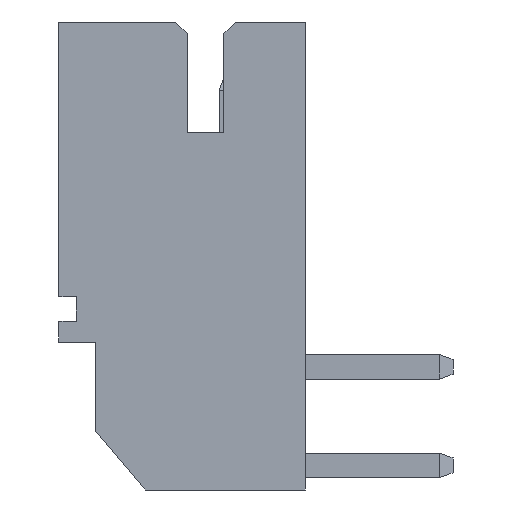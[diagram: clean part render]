
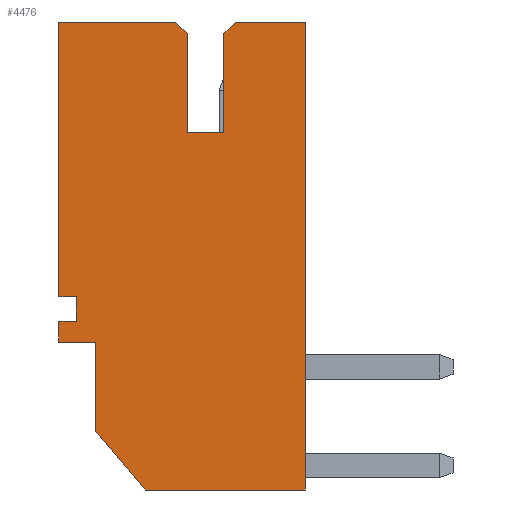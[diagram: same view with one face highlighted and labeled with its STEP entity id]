
A CAD part, left-side view. The second image highlights one B-rep face of the part: STEP entity #4476.
In plain terms, the highlighted face is planar.
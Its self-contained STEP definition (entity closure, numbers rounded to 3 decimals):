
#119 = ORIENTED_EDGE ( 'NONE', *, *, #3424, .F. ) ;
#149 = ORIENTED_EDGE ( 'NONE', *, *, #473, .F. ) ;
#157 = EDGE_CURVE ( 'NONE', #4497, #4694, #3966, .T. ) ;
#165 = VECTOR ( 'NONE', #2994, 1000. ) ;
#226 = CARTESIAN_POINT ( 'NONE',  ( 4.95, -3., 0.75 ) ) ;
#248 = LINE ( 'NONE', #2194, #4396 ) ;
#351 = VECTOR ( 'NONE', #593, 1000. ) ;
#358 = VERTEX_POINT ( 'NONE', #1103 ) ;
#361 = LINE ( 'NONE', #4137, #165 ) ;
#367 = ORIENTED_EDGE ( 'NONE', *, *, #1545, .T. ) ;
#411 = CARTESIAN_POINT ( 'NONE',  ( 4.95, 6.5, 2.5 ) ) ;
#433 = LINE ( 'NONE', #4697, #3827 ) ;
#447 = EDGE_CURVE ( 'NONE', #4497, #3148, #4170, .T. ) ;
#473 = EDGE_CURVE ( 'NONE', #2529, #1499, #4962, .T. ) ;
#484 = DIRECTION ( 'NONE',  ( -1., 0., 0. ) ) ;
#489 = ORIENTED_EDGE ( 'NONE', *, *, #157, .F. ) ;
#577 = VECTOR ( 'NONE', #4653, 1000. ) ;
#593 = DIRECTION ( 'NONE',  ( 0., -1., 0. ) ) ;
#614 = DIRECTION ( 'NONE',  ( 0., 0., 1. ) ) ;
#669 = EDGE_CURVE ( 'NONE', #1118, #358, #2875, .T. ) ;
#672 = ORIENTED_EDGE ( 'NONE', *, *, #801, .F. ) ;
#743 = CARTESIAN_POINT ( 'NONE',  ( 4.95, 4.25, -0.85 ) ) ;
#748 = EDGE_CURVE ( 'NONE', #1118, #3555, #2086, .T. ) ;
#770 = DIRECTION ( 'NONE',  ( 0., 1., 0. ) ) ;
#786 = CARTESIAN_POINT ( 'NONE',  ( 4.95, 0., 2.5 ) ) ;
#801 = EDGE_CURVE ( 'NONE', #1164, #2529, #361, .T. ) ;
#822 = ORIENTED_EDGE ( 'NONE', *, *, #1251, .T. ) ;
#884 = LINE ( 'NONE', #4356, #3674 ) ;
#904 = CARTESIAN_POINT ( 'NONE',  ( 4.95, 4.25, -0.85 ) ) ;
#906 = DIRECTION ( 'NONE',  ( 0., -1., 0. ) ) ;
#926 = DIRECTION ( 'NONE',  ( 0., 0., -1. ) ) ;
#928 = CARTESIAN_POINT ( 'NONE',  ( 4.95, -1.808, 1.75 ) ) ;
#997 = VECTOR ( 'NONE', #926, 1000. ) ;
#1003 = LINE ( 'NONE', #1112, #4074 ) ;
#1010 = ORIENTED_EDGE ( 'NONE', *, *, #3215, .T. ) ;
#1066 = EDGE_LOOP ( 'NONE', ( #1963, #4365, #119, #489, #3478, #4745, #1010, #367, #822, #149, #672, #1798, #3675, #2862, #2097, #4004, #3006 ) ) ;
#1103 = CARTESIAN_POINT ( 'NONE',  ( 4.95, 6.5, 0.125 ) ) ;
#1112 = CARTESIAN_POINT ( 'NONE',  ( 4.95, 6.275, -0.85 ) ) ;
#1115 = EDGE_CURVE ( 'NONE', #358, #3093, #4822, .T. ) ;
#1118 = VERTEX_POINT ( 'NONE', #4768 ) ;
#1162 = VECTOR ( 'NONE', #4436, 1000. ) ;
#1164 = VERTEX_POINT ( 'NONE', #2325 ) ;
#1168 = CARTESIAN_POINT ( 'NONE',  ( 4.95, 0.425, 2.5 ) ) ;
#1251 = EDGE_CURVE ( 'NONE', #2381, #1499, #2231, .T. ) ;
#1419 = VECTOR ( 'NONE', #770, 1000. ) ;
#1427 = CARTESIAN_POINT ( 'NONE',  ( 4.95, 6.275, -0.1 ) ) ;
#1499 = VERTEX_POINT ( 'NONE', #1774 ) ;
#1514 = CARTESIAN_POINT ( 'NONE',  ( 4.95, 6.5, -2.5 ) ) ;
#1545 = EDGE_CURVE ( 'NONE', #3378, #2381, #3809, .T. ) ;
#1574 = EDGE_CURVE ( 'NONE', #3086, #2239, #2725, .T. ) ;
#1597 = DIRECTION ( 'NONE',  ( 0., 0., -1. ) ) ;
#1608 = PLANE ( 'NONE',  #2697 ) ;
#1694 = CARTESIAN_POINT ( 'NONE',  ( 4.95, 6.275, -0.85 ) ) ;
#1731 = DIRECTION ( 'NONE',  ( 0., 0., -1. ) ) ;
#1774 = CARTESIAN_POINT ( 'NONE',  ( 4.95, -3., -2.5 ) ) ;
#1798 = ORIENTED_EDGE ( 'NONE', *, *, #3391, .F. ) ;
#1861 = VECTOR ( 'NONE', #4114, 1000. ) ;
#1900 = CARTESIAN_POINT ( 'NONE',  ( 4.95, 6.5, 2.5 ) ) ;
#1963 = ORIENTED_EDGE ( 'NONE', *, *, #748, .T. ) ;
#2008 = CARTESIAN_POINT ( 'NONE',  ( 4.95, 0., 2.5 ) ) ;
#2037 = VECTOR ( 'NONE', #614, 1000. ) ;
#2042 = CARTESIAN_POINT ( 'NONE',  ( 4.95, 0.425, 2.5 ) ) ;
#2086 = LINE ( 'NONE', #2491, #351 ) ;
#2096 = VECTOR ( 'NONE', #3598, 1000. ) ;
#2097 = ORIENTED_EDGE ( 'NONE', *, *, #3351, .F. ) ;
#2119 = VERTEX_POINT ( 'NONE', #1694 ) ;
#2149 = EDGE_CURVE ( 'NONE', #3148, #3135, #4027, .T. ) ;
#2194 = CARTESIAN_POINT ( 'NONE',  ( 4.95, 0.925, 2.15 ) ) ;
#2229 = EDGE_CURVE ( 'NONE', #2239, #2119, #2814, .T. ) ;
#2231 = LINE ( 'NONE', #3779, #2679 ) ;
#2234 = CARTESIAN_POINT ( 'NONE',  ( 4.95, -1.808, 1.75 ) ) ;
#2239 = VERTEX_POINT ( 'NONE', #743 ) ;
#2262 = VECTOR ( 'NONE', #3026, 1000. ) ;
#2289 = DIRECTION ( 'NONE',  ( 0., -1., 0. ) ) ;
#2325 = CARTESIAN_POINT ( 'NONE',  ( 4.95, 6.5, -1.075 ) ) ;
#2381 = VERTEX_POINT ( 'NONE', #226 ) ;
#2491 = CARTESIAN_POINT ( 'NONE',  ( 4.95, 6.5, 2.5 ) ) ;
#2529 = VERTEX_POINT ( 'NONE', #4751 ) ;
#2546 = LINE ( 'NONE', #4777, #2037 ) ;
#2565 = EDGE_CURVE ( 'NONE', #4913, #3555, #2546, .T. ) ;
#2679 = VECTOR ( 'NONE', #1597, 1000. ) ;
#2697 = AXIS2_PLACEMENT_3D ( 'NONE', #411, #484, #4314 ) ;
#2715 = CARTESIAN_POINT ( 'NONE',  ( 4.95, 0.925, 2.5 ) ) ;
#2722 = FACE_OUTER_BOUND ( 'NONE', #1066, .T. ) ;
#2725 = LINE ( 'NONE', #3103, #577 ) ;
#2814 = LINE ( 'NONE', #904, #1419 ) ;
#2862 = ORIENTED_EDGE ( 'NONE', *, *, #1574, .F. ) ;
#2875 = LINE ( 'NONE', #4775, #3885 ) ;
#2929 = DIRECTION ( 'NONE',  ( 0., 1., 0. ) ) ;
#2994 = DIRECTION ( 'NONE',  ( 0., 0., -1. ) ) ;
#3006 = ORIENTED_EDGE ( 'NONE', *, *, #669, .F. ) ;
#3026 = DIRECTION ( 'NONE',  ( 0., -1., 0. ) ) ;
#3086 = VERTEX_POINT ( 'NONE', #3706 ) ;
#3093 = VERTEX_POINT ( 'NONE', #1427 ) ;
#3097 = CARTESIAN_POINT ( 'NONE',  ( 4.95, 0., 1.75 ) ) ;
#3103 = CARTESIAN_POINT ( 'NONE',  ( 4.95, 4.25, -0.1 ) ) ;
#3135 = VERTEX_POINT ( 'NONE', #3097 ) ;
#3148 = VERTEX_POINT ( 'NONE', #786 ) ;
#3215 = EDGE_CURVE ( 'NONE', #3135, #3378, #433, .T. ) ;
#3306 = CARTESIAN_POINT ( 'NONE',  ( 4.95, 6.5, 0.125 ) ) ;
#3327 = CARTESIAN_POINT ( 'NONE',  ( 4.95, 0.425, 2.15 ) ) ;
#3351 = EDGE_CURVE ( 'NONE', #3093, #3086, #884, .T. ) ;
#3378 = VERTEX_POINT ( 'NONE', #928 ) ;
#3391 = EDGE_CURVE ( 'NONE', #2119, #1164, #1003, .T. ) ;
#3424 = EDGE_CURVE ( 'NONE', #4694, #4913, #248, .T. ) ;
#3478 = ORIENTED_EDGE ( 'NONE', *, *, #447, .T. ) ;
#3508 = DIRECTION ( 'NONE',  ( 0., -1., 0. ) ) ;
#3555 = VERTEX_POINT ( 'NONE', #2715 ) ;
#3598 = DIRECTION ( 'NONE',  ( 0., 0., -1. ) ) ;
#3674 = VECTOR ( 'NONE', #906, 1000. ) ;
#3675 = ORIENTED_EDGE ( 'NONE', *, *, #2229, .F. ) ;
#3701 = DIRECTION ( 'NONE',  ( 0., 0.707, -0.707 ) ) ;
#3706 = CARTESIAN_POINT ( 'NONE',  ( 4.95, 4.25, -0.1 ) ) ;
#3779 = CARTESIAN_POINT ( 'NONE',  ( 4.95, -3., 0.75 ) ) ;
#3809 = LINE ( 'NONE', #2234, #1861 ) ;
#3827 = VECTOR ( 'NONE', #3508, 1000. ) ;
#3885 = VECTOR ( 'NONE', #1731, 1000. ) ;
#3943 = CARTESIAN_POINT ( 'NONE',  ( 4.95, 0.925, 2.15 ) ) ;
#3966 = LINE ( 'NONE', #2042, #2096 ) ;
#4004 = ORIENTED_EDGE ( 'NONE', *, *, #1115, .F. ) ;
#4027 = LINE ( 'NONE', #2008, #997 ) ;
#4074 = VECTOR ( 'NONE', #3701, 1000. ) ;
#4114 = DIRECTION ( 'NONE',  ( 0., -0.766, -0.643 ) ) ;
#4137 = CARTESIAN_POINT ( 'NONE',  ( 4.95, 6.5, 2.5 ) ) ;
#4170 = LINE ( 'NONE', #1900, #4945 ) ;
#4314 = DIRECTION ( 'NONE',  ( 0., 0., 1. ) ) ;
#4356 = CARTESIAN_POINT ( 'NONE',  ( 4.95, 6.275, -0.1 ) ) ;
#4365 = ORIENTED_EDGE ( 'NONE', *, *, #2565, .F. ) ;
#4396 = VECTOR ( 'NONE', #2929, 1000. ) ;
#4436 = DIRECTION ( 'NONE',  ( 0., -0.707, -0.707 ) ) ;
#4476 = ADVANCED_FACE ( 'NONE', ( #2722 ), #1608, .F. ) ;
#4497 = VERTEX_POINT ( 'NONE', #1168 ) ;
#4653 = DIRECTION ( 'NONE',  ( 0., 0., -1. ) ) ;
#4694 = VERTEX_POINT ( 'NONE', #3327 ) ;
#4697 = CARTESIAN_POINT ( 'NONE',  ( 4.95, 0., 1.75 ) ) ;
#4745 = ORIENTED_EDGE ( 'NONE', *, *, #2149, .T. ) ;
#4751 = CARTESIAN_POINT ( 'NONE',  ( 4.95, 6.5, -2.5 ) ) ;
#4768 = CARTESIAN_POINT ( 'NONE',  ( 4.95, 6.5, 2.5 ) ) ;
#4775 = CARTESIAN_POINT ( 'NONE',  ( 4.95, 6.5, 2.5 ) ) ;
#4777 = CARTESIAN_POINT ( 'NONE',  ( 4.95, 0.925, 2.5 ) ) ;
#4822 = LINE ( 'NONE', #3306, #1162 ) ;
#4913 = VERTEX_POINT ( 'NONE', #3943 ) ;
#4945 = VECTOR ( 'NONE', #2289, 1000. ) ;
#4962 = LINE ( 'NONE', #1514, #2262 ) ;
